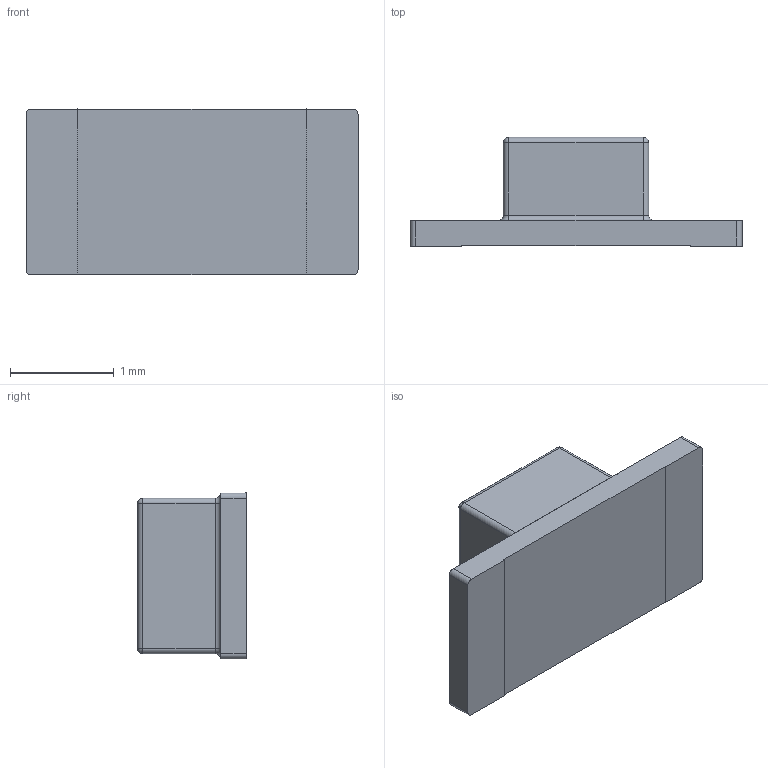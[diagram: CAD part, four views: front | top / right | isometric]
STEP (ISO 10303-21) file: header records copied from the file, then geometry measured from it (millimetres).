
FILE_DESCRIPTION (( 'STEP AP214' ), '1' );
FILE_NAME ('LED SMD GREEN, 1206.STEP', '2015-05-28T13:35:22', ( '' ), ( '' ), 'SwSTEP 2.0', 'SolidWorks 2014', '' );
FILE_SCHEMA (( 'AUTOMOTIVE_DESIGN' ));
Length unit declared in the file: millimetre
Products named in the file (1): LED SMD GREEN, 1206
Bounding box: 3.2 x 1.05 x 1.6 mm (x, y, z)
Volume: 2.9 mm3; surface area: 17.2 mm2
Topology: 1 solids, 1 shells, 44 faces, 103 edges, 58 vertices
Faces by surface type: plane 20, cylinder 16, sphere 4, torus 4
Entity records: 1351 total; most frequent: DIRECTION 225, CARTESIAN_POINT 202, ORIENTED_EDGE 198, EDGE_CURVE 99, AXIS2_PLACEMENT_3D 81, VECTOR 63, LINE 63, VERTEX_POINT 58
